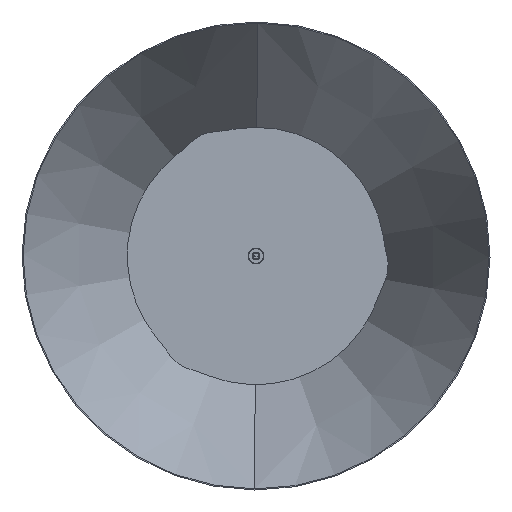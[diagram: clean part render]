
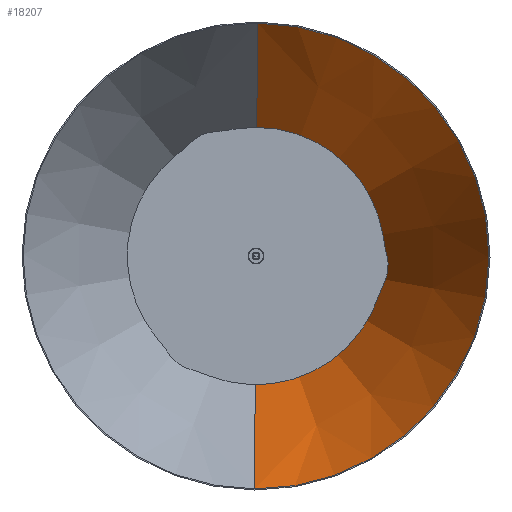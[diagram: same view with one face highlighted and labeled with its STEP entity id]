
A CAD part, front view. The second image highlights one B-rep face of the part: STEP entity #18207.
In plain terms, the highlighted conical face has half-angle 27.864 degrees and reference radius 25.439 mm.
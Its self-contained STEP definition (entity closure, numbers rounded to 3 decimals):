
#226 = DIRECTION ( 'NONE',  ( 0., 0., -1. ) ) ;
#2065 = VECTOR ( 'NONE', #16275, 1000. ) ;
#2704 = EDGE_CURVE ( 'NONE', #4392, #25099, #49652, .T. ) ;
#3548 = EDGE_LOOP ( 'NONE', ( #27907, #21195, #48117, #29286 ) ) ;
#4392 = VERTEX_POINT ( 'NONE', #45049 ) ;
#5284 = CARTESIAN_POINT ( 'NONE',  ( 0., -520., -298.643 ) ) ;
#6895 = CARTESIAN_POINT ( 'NONE',  ( 0., -3.224, 0. ) ) ;
#12033 = VERTEX_POINT ( 'NONE', #58262 ) ;
#13408 = AXIS2_PLACEMENT_3D ( 'NONE', #58747, #17128, #21817 ) ;
#14218 = VERTEX_POINT ( 'NONE', #5284 ) ;
#16275 = DIRECTION ( 'NONE',  ( 0., -0.884, -0.467 ) ) ;
#17128 = DIRECTION ( 'NONE',  ( 0., -1., 0. ) ) ;
#17404 = LINE ( 'NONE', #43104, #2065 ) ;
#18207 = ADVANCED_FACE ( 'NONE', ( #42961 ), #19051, .F. ) ;
#19051 = CONICAL_SURFACE ( 'NONE', #40676, 25.439, 0.486 ) ;
#21195 = ORIENTED_EDGE ( 'NONE', *, *, #59684, .F. ) ;
#21817 = DIRECTION ( 'NONE',  ( 0., 0., 1. ) ) ;
#25099 = VERTEX_POINT ( 'NONE', #32933 ) ;
#26515 = EDGE_CURVE ( 'NONE', #12033, #14218, #17404, .T. ) ;
#27092 = DIRECTION ( 'NONE',  ( 0., -1., 0. ) ) ;
#27907 = ORIENTED_EDGE ( 'NONE', *, *, #2704, .F. ) ;
#29286 = ORIENTED_EDGE ( 'NONE', *, *, #33632, .T. ) ;
#31502 = VECTOR ( 'NONE', #40236, 1000. ) ;
#32933 = CARTESIAN_POINT ( 'NONE',  ( 0., -520., 298.643 ) ) ;
#33632 = EDGE_CURVE ( 'NONE', #14218, #25099, #49420, .T. ) ;
#34561 = DIRECTION ( 'NONE',  ( 0., 0., -1. ) ) ;
#39947 = CIRCLE ( 'NONE', #42563, 25.439 ) ;
#40236 = DIRECTION ( 'NONE',  ( 0., -0.884, 0.467 ) ) ;
#40676 = AXIS2_PLACEMENT_3D ( 'NONE', #54898, #27092, #226 ) ;
#42563 = AXIS2_PLACEMENT_3D ( 'NONE', #6895, #48952, #34561 ) ;
#42961 = FACE_OUTER_BOUND ( 'NONE', #3548, .T. ) ;
#43104 = CARTESIAN_POINT ( 'NONE',  ( 0., -3.224, -25.439 ) ) ;
#45049 = CARTESIAN_POINT ( 'NONE',  ( 0., -3.224, 25.439 ) ) ;
#48117 = ORIENTED_EDGE ( 'NONE', *, *, #26515, .T. ) ;
#48952 = DIRECTION ( 'NONE',  ( 0., -1., 0. ) ) ;
#49420 = CIRCLE ( 'NONE', #13408, 298.643 ) ;
#49652 = LINE ( 'NONE', #49968, #31502 ) ;
#49968 = CARTESIAN_POINT ( 'NONE',  ( 0., -3.224, 25.439 ) ) ;
#54898 = CARTESIAN_POINT ( 'NONE',  ( 0., -3.224, 0. ) ) ;
#58262 = CARTESIAN_POINT ( 'NONE',  ( 0., -3.224, -25.439 ) ) ;
#58747 = CARTESIAN_POINT ( 'NONE',  ( 0., -520., 0. ) ) ;
#59684 = EDGE_CURVE ( 'NONE', #12033, #4392, #39947, .T. ) ;
